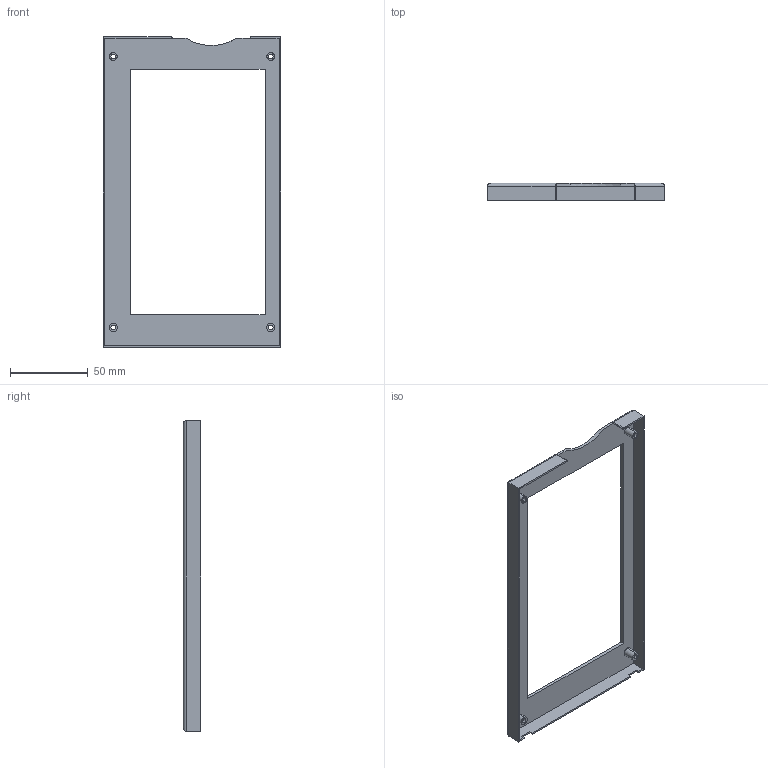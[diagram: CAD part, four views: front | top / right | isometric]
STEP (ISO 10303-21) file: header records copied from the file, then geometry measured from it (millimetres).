
FILE_DESCRIPTION (( 'STEP AP214' ), '1' );
FILE_NAME ('Top part LCD Casement.STEP', '2022-10-28T12:05:13', ( '' ), ( '' ), 'SwSTEP 2.0', 'SolidWorks 2022', '' );
FILE_SCHEMA (( 'AUTOMOTIVE_DESIGN' ));
Length unit declared in the file: millimetre
Products named in the file (1): Top part LCD Casement
Bounding box: 114.25 x 11.1 x 200.3 mm (x, y, z)
Volume: 23089 mm3; surface area: 30967.1 mm2
Topology: 1 solids, 1 shells, 59 faces, 153 edges, 100 vertices
Faces by surface type: plane 33, cylinder 26
Entity records: 1871 total; most frequent: CARTESIAN_POINT 349, DIRECTION 307, ORIENTED_EDGE 306, EDGE_CURVE 153, LINE 103, VECTOR 103, AXIS2_PLACEMENT_3D 102, VERTEX_POINT 100
